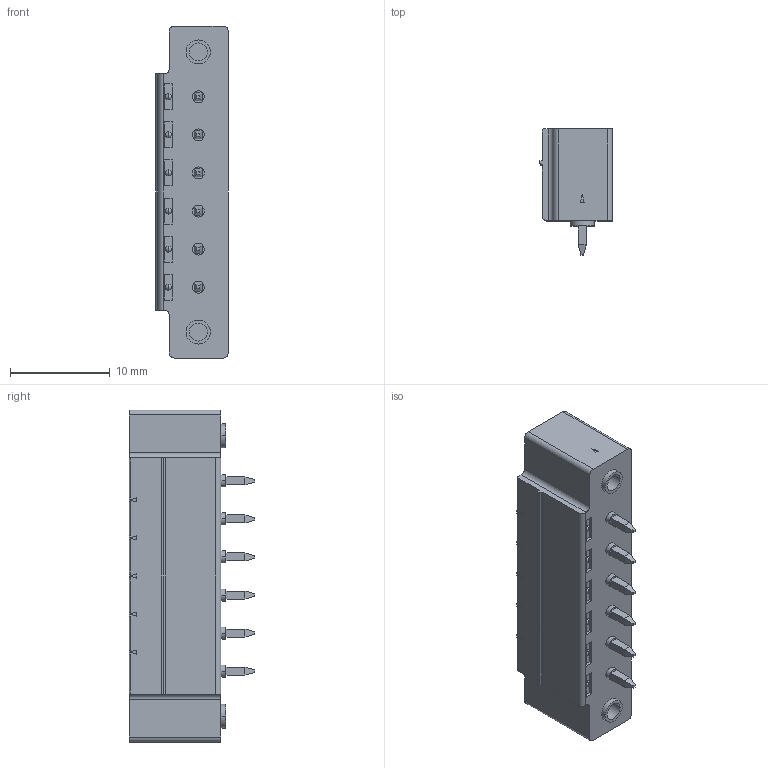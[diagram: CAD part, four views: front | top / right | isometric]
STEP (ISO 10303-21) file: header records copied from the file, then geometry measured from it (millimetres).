
FILE_DESCRIPTION(('SolidDesigner STEP Export'),'2;1');
FILE_NAME('mcv_1.5-6-gf-3.81.stp','2005-04-04T13:52:59',(''),(''),'OneSpaceDesigner STEP processor Version: 9.0 (March 2001)for AP214(CD)(Solid Model)','CoCreate OneSpaceDesigner: 11.50A 18-Jul-2002(C) CoCreate Software GmbH','');
FILE_SCHEMA(('AUTOMOTIVE_DESIGN_CC2 {1 2 10303 214 -1 1 5 1}'));
Length unit declared in the file: millimetre
Products named in the file (2): mcv_1.5-6-gf-3.81
Assembly tree (1 placements, depth 2):
  mcv_1.5-6-gf-3.81
    mcv_1.5-6-gf-3.81
Bounding box: 7.25 x 12.6 x 33.25 mm (x, y, z)
Volume: 1336.1 mm3; surface area: 2420 mm2
Topology: 1 solids, 1 shells, 490 faces, 1231 edges, 790 vertices
Faces by surface type: plane 369, cylinder 97, cone 12, sphere 12
Entity records: 17817 total; most frequent: CARTESIAN_POINT 2503, ORIENTED_EDGE 2438, DIRECTION 2178, EDGE_CURVE 1219, VECTOR 936, LINE 936, VERTEX_POINT 790, AXIS2_PLACEMENT_3D 621
